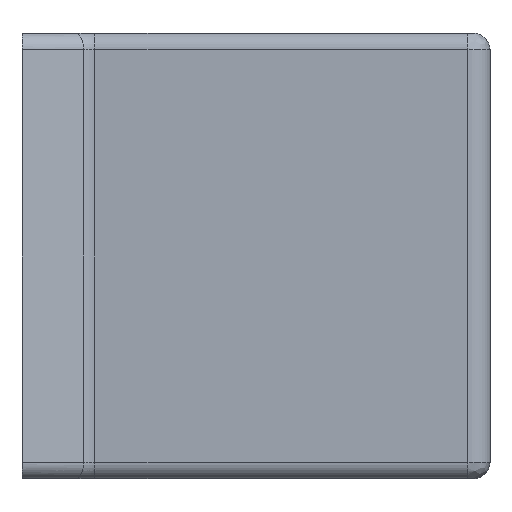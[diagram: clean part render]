
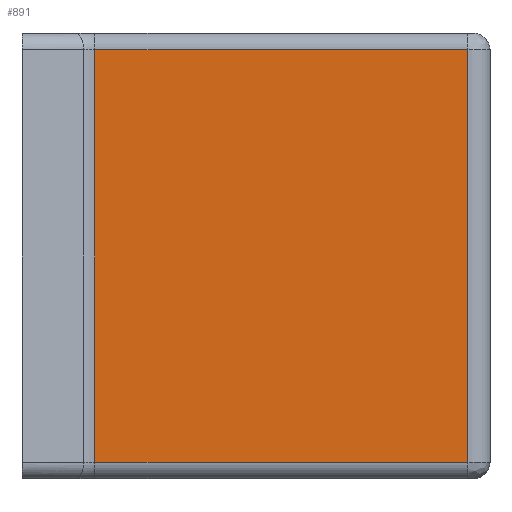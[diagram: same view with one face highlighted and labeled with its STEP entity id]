
A CAD part, front view. The second image highlights one B-rep face of the part: STEP entity #891.
In plain terms, the highlighted planar face has unit normal (0, -1, 0).
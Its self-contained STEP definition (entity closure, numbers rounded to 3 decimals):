
#19=PLANE('',#981);
#59=FACE_OUTER_BOUND('',#117,.T.);
#117=EDGE_LOOP('',(#621,#622,#623,#624));
#236=LINE('',#1465,#300);
#239=LINE('',#1480,#303);
#241=LINE('',#1486,#305);
#242=LINE('',#1487,#306);
#300=VECTOR('',#1130,10.);
#303=VECTOR('',#1147,10.);
#305=VECTOR('',#1153,10.);
#306=VECTOR('',#1154,10.);
#377=VERTEX_POINT('',#1455);
#379=VERTEX_POINT('',#1461);
#385=VERTEX_POINT('',#1479);
#387=VERTEX_POINT('',#1485);
#466=EDGE_CURVE('',#377,#379,#236,.T.);
#473=EDGE_CURVE('',#379,#385,#239,.T.);
#476=EDGE_CURVE('',#387,#377,#241,.T.);
#477=EDGE_CURVE('',#385,#387,#242,.T.);
#621=ORIENTED_EDGE('',*,*,#466,.F.);
#622=ORIENTED_EDGE('',*,*,#476,.F.);
#623=ORIENTED_EDGE('',*,*,#477,.F.);
#624=ORIENTED_EDGE('',*,*,#473,.F.);
#891=ADVANCED_FACE('',(#59),#19,.T.);
#981=AXIS2_PLACEMENT_3D('',#1484,#1151,#1152);
#1130=DIRECTION('',(-1.,0.,0.));
#1147=DIRECTION('',(0.,0.,1.));
#1151=DIRECTION('center_axis',(0.,-1.,0.));
#1152=DIRECTION('ref_axis',(1.,0.,0.));
#1153=DIRECTION('',(0.,0.,-1.));
#1154=DIRECTION('',(1.,0.,0.));
#1455=CARTESIAN_POINT('',(9.5,-32.5,0.75));
#1461=CARTESIAN_POINT('',(-7.23,-32.5,0.75));
#1465=CARTESIAN_POINT('',(-6.25,-32.5,0.75));
#1479=CARTESIAN_POINT('',(-7.23,-32.5,19.25));
#1480=CARTESIAN_POINT('',(-7.23,-32.5,10.));
#1484=CARTESIAN_POINT('Origin',(-12.5,-32.5,0.));
#1485=CARTESIAN_POINT('',(9.5,-32.5,19.25));
#1486=CARTESIAN_POINT('',(9.5,-32.5,0.));
#1487=CARTESIAN_POINT('',(-6.25,-32.5,19.25));
